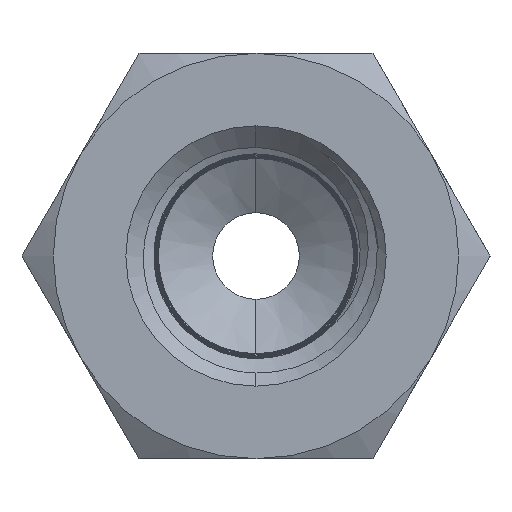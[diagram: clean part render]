
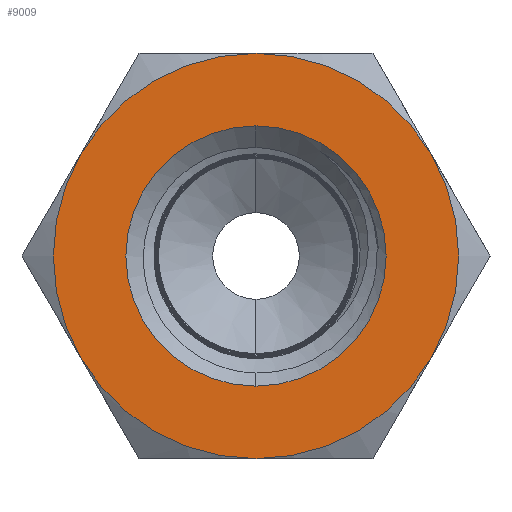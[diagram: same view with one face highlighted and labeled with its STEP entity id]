
A CAD part, left-side view. The second image highlights one B-rep face of the part: STEP entity #9009.
In plain terms, the highlighted planar face has unit normal (-1, 0, 0).
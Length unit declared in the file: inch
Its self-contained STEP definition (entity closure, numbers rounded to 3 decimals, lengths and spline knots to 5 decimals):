
#126 = CARTESIAN_POINT ( 'NONE',  ( -0.56, 0., 0. ) ) ;
#260 = EDGE_CURVE ( 'NONE', #6678, #1019, #7349, .T. ) ;
#842 = AXIS2_PLACEMENT_3D ( 'NONE', #7522, #2943, #3906 ) ;
#946 = CIRCLE ( 'NONE', #9513, 0.281 ) ;
#1019 = VERTEX_POINT ( 'NONE', #3320 ) ;
#1343 = ORIENTED_EDGE ( 'NONE', *, *, #4295, .T. ) ;
#1349 = CARTESIAN_POINT ( 'NONE',  ( -0.56, 0., 0. ) ) ;
#1816 = PLANE ( 'NONE',  #12304 ) ;
#2112 = EDGE_CURVE ( 'NONE', #13223, #7166, #14369, .T. ) ;
#2289 = VERTEX_POINT ( 'NONE', #10735 ) ;
#2544 = CARTESIAN_POINT ( 'NONE',  ( -0.56, 0., -0.4375 ) ) ;
#2636 = ORIENTED_EDGE ( 'NONE', *, *, #7414, .F. ) ;
#2757 = FACE_OUTER_BOUND ( 'NONE', #3778, .T. ) ;
#2852 = CARTESIAN_POINT ( 'NONE',  ( -0.56, 0., 0. ) ) ;
#2943 = DIRECTION ( 'NONE',  ( -1., 0., 0. ) ) ;
#3046 = AXIS2_PLACEMENT_3D ( 'NONE', #11773, #7107, #12898 ) ;
#3320 = CARTESIAN_POINT ( 'NONE',  ( -0.56, -0.37889, -0.21875 ) ) ;
#3778 = EDGE_LOOP ( 'NONE', ( #13157, #3933, #13605, #1343, #5208, #12282 ) ) ;
#3822 = ORIENTED_EDGE ( 'NONE', *, *, #2112, .F. ) ;
#3906 = DIRECTION ( 'NONE',  ( 0., 0., 1. ) ) ;
#3933 = ORIENTED_EDGE ( 'NONE', *, *, #260, .T. ) ;
#4257 = VERTEX_POINT ( 'NONE', #14199 ) ;
#4295 = EDGE_CURVE ( 'NONE', #9402, #4257, #5695, .T. ) ;
#4579 = EDGE_LOOP ( 'NONE', ( #3822, #2636 ) ) ;
#5044 = DIRECTION ( 'NONE',  ( 0., 0., 1. ) ) ;
#5208 = ORIENTED_EDGE ( 'NONE', *, *, #12260, .T. ) ;
#5470 = CIRCLE ( 'NONE', #3046, 0.4375 ) ;
#5695 = CIRCLE ( 'NONE', #13746, 0.4375 ) ;
#6419 = DIRECTION ( 'NONE',  ( 0., 0., -1. ) ) ;
#6678 = VERTEX_POINT ( 'NONE', #2544 ) ;
#7107 = DIRECTION ( 'NONE',  ( -1., 0., 0. ) ) ;
#7166 = VERTEX_POINT ( 'NONE', #12839 ) ;
#7349 = CIRCLE ( 'NONE', #10741, 0.4375 ) ;
#7392 = DIRECTION ( 'NONE',  ( -1., 0., 0. ) ) ;
#7414 = EDGE_CURVE ( 'NONE', #7166, #13223, #946, .T. ) ;
#7461 = CARTESIAN_POINT ( 'NONE',  ( -0.56, 0., 0. ) ) ;
#7522 = CARTESIAN_POINT ( 'NONE',  ( -0.56, 0., 0. ) ) ;
#8410 = DIRECTION ( 'NONE',  ( -1., 0., 0. ) ) ;
#8443 = DIRECTION ( 'NONE',  ( 0., 0., 1. ) ) ;
#8444 = DIRECTION ( 'NONE',  ( 0., 0., 1. ) ) ;
#9009 = ADVANCED_FACE ( 'NONE', ( #2757, #11045 ), #1816, .F. ) ;
#9402 = VERTEX_POINT ( 'NONE', #10446 ) ;
#9487 = DIRECTION ( 'NONE',  ( 0., 0., 1. ) ) ;
#9513 = AXIS2_PLACEMENT_3D ( 'NONE', #1349, #10678, #10725 ) ;
#9932 = CARTESIAN_POINT ( 'NONE',  ( -0.56, 0.37889, -0.21875 ) ) ;
#10405 = CARTESIAN_POINT ( 'NONE',  ( -0.56, 0., 0. ) ) ;
#10446 = CARTESIAN_POINT ( 'NONE',  ( -0.56, -0.37889, 0.21875 ) ) ;
#10614 = EDGE_CURVE ( 'NONE', #2289, #11911, #11744, .T. ) ;
#10678 = DIRECTION ( 'NONE',  ( -1., 0., 0. ) ) ;
#10725 = DIRECTION ( 'NONE',  ( 0., 0., 1. ) ) ;
#10735 = CARTESIAN_POINT ( 'NONE',  ( -0.56, 0.37889, 0.21875 ) ) ;
#10741 = AXIS2_PLACEMENT_3D ( 'NONE', #7461, #8410, #14317 ) ;
#11045 = FACE_BOUND ( 'NONE', #4579, .T. ) ;
#11511 = EDGE_CURVE ( 'NONE', #1019, #9402, #5470, .T. ) ;
#11730 = CIRCLE ( 'NONE', #842, 0.4375 ) ;
#11744 = CIRCLE ( 'NONE', #12785, 0.4375 ) ;
#11773 = CARTESIAN_POINT ( 'NONE',  ( -0.56, 0., 0. ) ) ;
#11911 = VERTEX_POINT ( 'NONE', #9932 ) ;
#11929 = AXIS2_PLACEMENT_3D ( 'NONE', #14298, #13077, #8443 ) ;
#12103 = DIRECTION ( 'NONE',  ( 1., 0., 0. ) ) ;
#12260 = EDGE_CURVE ( 'NONE', #4257, #2289, #11730, .T. ) ;
#12282 = ORIENTED_EDGE ( 'NONE', *, *, #10614, .T. ) ;
#12304 = AXIS2_PLACEMENT_3D ( 'NONE', #2852, #12103, #6419 ) ;
#12785 = AXIS2_PLACEMENT_3D ( 'NONE', #126, #13222, #5044 ) ;
#12814 = CIRCLE ( 'NONE', #11929, 0.4375 ) ;
#12839 = CARTESIAN_POINT ( 'NONE',  ( -0.56, 0., -0.281 ) ) ;
#12898 = DIRECTION ( 'NONE',  ( 0., 0., 1. ) ) ;
#12998 = DIRECTION ( 'NONE',  ( -1., 0., 0. ) ) ;
#13077 = DIRECTION ( 'NONE',  ( -1., 0., 0. ) ) ;
#13157 = ORIENTED_EDGE ( 'NONE', *, *, #13218, .T. ) ;
#13218 = EDGE_CURVE ( 'NONE', #11911, #6678, #12814, .T. ) ;
#13222 = DIRECTION ( 'NONE',  ( -1., 0., 0. ) ) ;
#13223 = VERTEX_POINT ( 'NONE', #14198 ) ;
#13259 = AXIS2_PLACEMENT_3D ( 'NONE', #10405, #12998, #9487 ) ;
#13605 = ORIENTED_EDGE ( 'NONE', *, *, #11511, .T. ) ;
#13746 = AXIS2_PLACEMENT_3D ( 'NONE', #14299, #7392, #8444 ) ;
#14198 = CARTESIAN_POINT ( 'NONE',  ( -0.56, 0., 0.281 ) ) ;
#14199 = CARTESIAN_POINT ( 'NONE',  ( -0.56, 0., 0.4375 ) ) ;
#14298 = CARTESIAN_POINT ( 'NONE',  ( -0.56, 0., 0. ) ) ;
#14299 = CARTESIAN_POINT ( 'NONE',  ( -0.56, 0., 0. ) ) ;
#14317 = DIRECTION ( 'NONE',  ( 0., 0., 1. ) ) ;
#14369 = CIRCLE ( 'NONE', #13259, 0.281 ) ;
